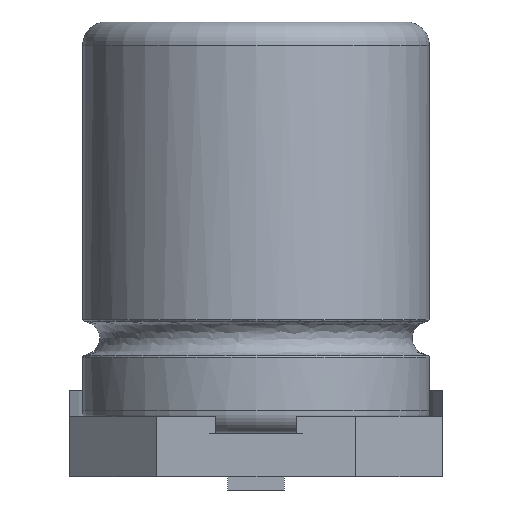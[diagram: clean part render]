
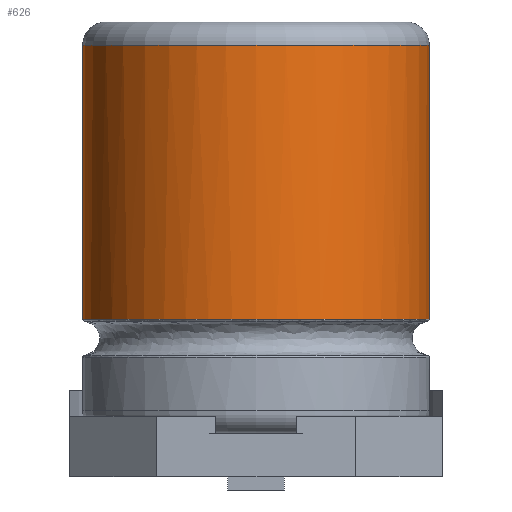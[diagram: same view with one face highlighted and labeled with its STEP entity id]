
A CAD part, left-side view. The second image highlights one B-rep face of the part: STEP entity #626.
In plain terms, the highlighted cylindrical face has radius 2 mm (diameter 4 mm), a full revolution.
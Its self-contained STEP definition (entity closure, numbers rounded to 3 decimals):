
#13=DIRECTION('',(0.,0.,1.));
#28=VECTOR('',#13,1.);
#34=DIRECTION('',(0.,0.,-1.));
#35=DIRECTION('',(-1.,0.,0.));
#411=VERTEX_POINT('',#412);
#412=CARTESIAN_POINT('',(-2.,0.,1.969));
#415=ORIENTED_EDGE('',*,*,#416,.T.);
#416=EDGE_CURVE('',#411,#411,#417,.T.);
#417=( BOUNDED_CURVE() B_SPLINE_CURVE(13,(#412,#418,#419,#420,#421,#422,#423,#424,#425,#426,#427,#428,#429,#430),.UNSPECIFIED.,.T.,.F.) B_SPLINE_CURVE_WITH_KNOTS((14,14),(0.,12.566),.PIECEWISE_BEZIER_KNOTS.) CURVE() GEOMETRIC_REPRESENTATION_ITEM() RATIONAL_B_SPLINE_CURVE((1.,1.,1.,1.,1.,1.,1.,1.,1.,1.,1.,1.,1.,1.)) REPRESENTATION_ITEM('') );
#418=CARTESIAN_POINT('',(-2.,0.953,1.969));
#419=CARTESIAN_POINT('',(-1.508,1.927,1.969));
#420=CARTESIAN_POINT('',(-0.494,2.624,1.969));
#421=CARTESIAN_POINT('',(0.9,2.731,1.969));
#422=CARTESIAN_POINT('',(2.104,1.988,1.969));
#423=CARTESIAN_POINT('',(2.988,0.904,1.969));
#424=CARTESIAN_POINT('',(2.988,-0.904,1.969));
#425=CARTESIAN_POINT('',(2.104,-1.988,1.969));
#426=CARTESIAN_POINT('',(0.9,-2.731,1.969));
#427=CARTESIAN_POINT('',(-0.494,-2.624,1.969));
#428=CARTESIAN_POINT('',(-1.508,-1.927,1.969));
#429=CARTESIAN_POINT('',(-2.,-0.953,1.969));
#430=CARTESIAN_POINT('',(-2.,0.,1.969));
#626=ADVANCED_FACE('',(#627),#641,.T.);
#627=FACE_BOUND('',#628,.F.);
#628=EDGE_LOOP('',(#629,#415,#635,#636));
#629=ORIENTED_EDGE('',*,*,#630,.F.);
#630=EDGE_CURVE('',#411,#631,#633,.T.);
#631=VERTEX_POINT('',#632);
#632=CARTESIAN_POINT('',(-2.,0.,5.133));
#633=LINE('',#634,#28);
#634=CARTESIAN_POINT('',(-2.,0.,1.95));
#635=ORIENTED_EDGE('',*,*,#630,.T.);
#636=ORIENTED_EDGE('',*,*,#637,.F.);
#637=EDGE_CURVE('',#631,#631,#638,.T.);
#638=CIRCLE('',#639,2.);
#639=AXIS2_PLACEMENT_3D('',#640,#34,#35);
#640=CARTESIAN_POINT('',(0.,0.,5.133));
#641=CYLINDRICAL_SURFACE('',#642,2.);
#642=AXIS2_PLACEMENT_3D('',#643,#13,#35);
#643=CARTESIAN_POINT('',(0.,0.,1.95));
